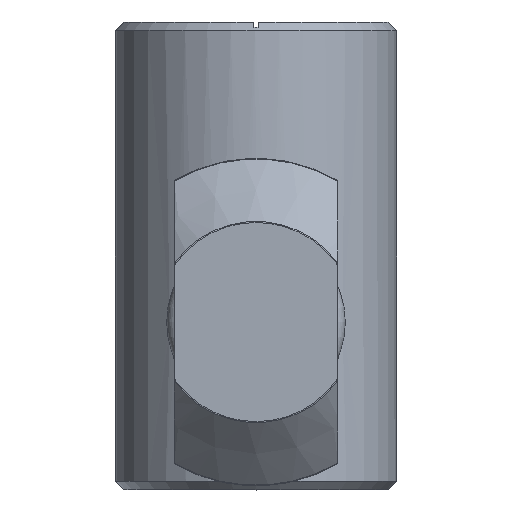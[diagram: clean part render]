
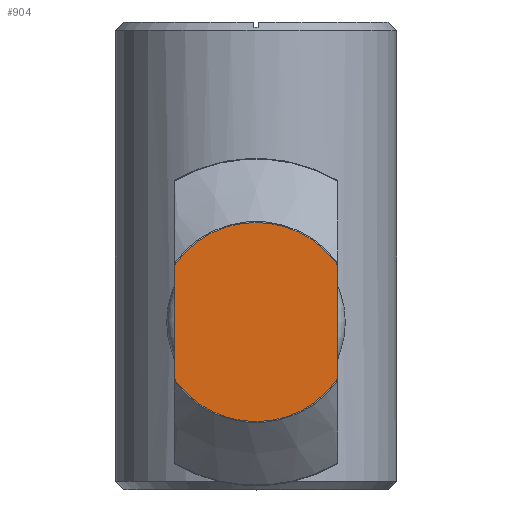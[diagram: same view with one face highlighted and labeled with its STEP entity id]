
A CAD part, top view. The second image highlights one B-rep face of the part: STEP entity #904.
In plain terms, the highlighted planar face has unit normal (0, 0, 1).
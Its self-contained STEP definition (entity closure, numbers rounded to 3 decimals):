
#904=ADVANCED_FACE('',(#1000),#1001,.F.);
#1000=FACE_OUTER_BOUND('',#1153,.T.);
#1001=PLANE('',#1154);
#1153=EDGE_LOOP('',(#1419,#1420,#1421,#1422));
#1154=AXIS2_PLACEMENT_3D('',#1423,#1424,#1425);
#1419=ORIENTED_EDGE('',*,*,#1724,.T.);
#1420=ORIENTED_EDGE('',*,*,#1725,.F.);
#1421=ORIENTED_EDGE('',*,*,#1704,.T.);
#1422=ORIENTED_EDGE('',*,*,#1715,.F.);
#1423=CARTESIAN_POINT('',(0.,0.,32.0));
#1424=DIRECTION('',(0.,0.,-1.0));
#1425=DIRECTION('',(-1.0,0.0,0.));
#1704=EDGE_CURVE('',#1846,#1847,#1848,.F.);
#1715=EDGE_CURVE('',#1865,#1847,#1867,.T.);
#1724=EDGE_CURVE('',#1865,#1884,#1885,.F.);
#1725=EDGE_CURVE('',#1846,#1884,#1886,.T.);
#1846=VERTEX_POINT('',#2090);
#1847=VERTEX_POINT('',#2091);
#1848=LINE('',#2092,#2093);
#1865=VERTEX_POINT('',#2145);
#1867=B_SPLINE_CURVE_WITH_KNOTS('',3,(#2150,#2151,#2152,#2153,#2154,#2155,#2156,#2157,#2158,#2159),.UNSPECIFIED.,.F.,.F.,(4,2,2,2,4),(0.0,0.25,0.5,0.75,1.0),.UNSPECIFIED.);
#1884=VERTEX_POINT('',#2337);
#1885=LINE('',#2338,#2339);
#1886=B_SPLINE_CURVE_WITH_KNOTS('',3,(#2340,#2341,#2342,#2343,#2344,#2345,#2346,#2347,#2348,#2349),.UNSPECIFIED.,.F.,.F.,(4,2,2,2,4),(0.0,0.25,0.5,0.75,1.0),.UNSPECIFIED.);
#2090=CARTESIAN_POINT('',(4.9,-3.395,32.0));
#2091=CARTESIAN_POINT('',(4.9,3.395,32.0));
#2092=CARTESIAN_POINT('',(4.9,9.8,32.0));
#2093=VECTOR('',#2841,1.0);
#2145=CARTESIAN_POINT('',(-4.9,3.395,32.0));
#2150=CARTESIAN_POINT('',(-4.9,3.395,32.0));
#2151=CARTESIAN_POINT('',(-4.354,4.183,32.0));
#2152=CARTESIAN_POINT('',(-3.615,4.836,32.0));
#2153=CARTESIAN_POINT('',(-1.916,5.725,32.0));
#2154=CARTESIAN_POINT('',(-0.959,5.961,32.0));
#2155=CARTESIAN_POINT('',(0.959,5.961,32.0));
#2156=CARTESIAN_POINT('',(1.916,5.725,32.0));
#2157=CARTESIAN_POINT('',(3.615,4.836,32.0));
#2158=CARTESIAN_POINT('',(4.354,4.183,32.0));
#2159=CARTESIAN_POINT('',(4.9,3.395,32.0));
#2337=CARTESIAN_POINT('',(-4.9,-3.395,32.0));
#2338=CARTESIAN_POINT('',(-4.9,-9.8,32.0));
#2339=VECTOR('',#2855,1.0);
#2340=CARTESIAN_POINT('',(4.9,-3.395,32.0));
#2341=CARTESIAN_POINT('',(4.354,-4.183,32.0));
#2342=CARTESIAN_POINT('',(3.615,-4.836,32.0));
#2343=CARTESIAN_POINT('',(1.916,-5.725,32.0));
#2344=CARTESIAN_POINT('',(0.959,-5.961,32.0));
#2345=CARTESIAN_POINT('',(-0.959,-5.961,32.0));
#2346=CARTESIAN_POINT('',(-1.916,-5.725,32.0));
#2347=CARTESIAN_POINT('',(-3.615,-4.836,32.0));
#2348=CARTESIAN_POINT('',(-4.354,-4.183,32.0));
#2349=CARTESIAN_POINT('',(-4.9,-3.395,32.0));
#2841=DIRECTION('',(0.,-1.0,0.0));
#2855=DIRECTION('',(0.,1.0,0.0));
